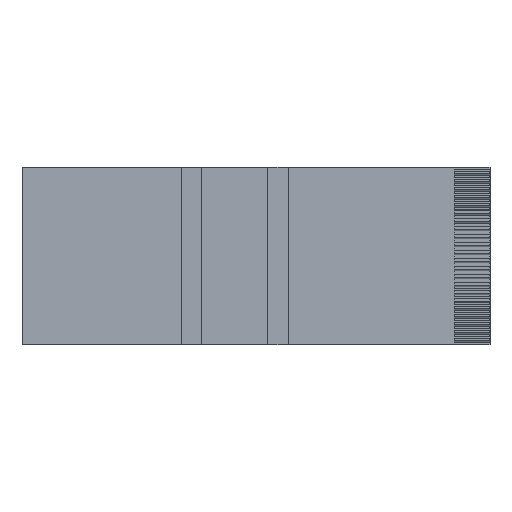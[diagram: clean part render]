
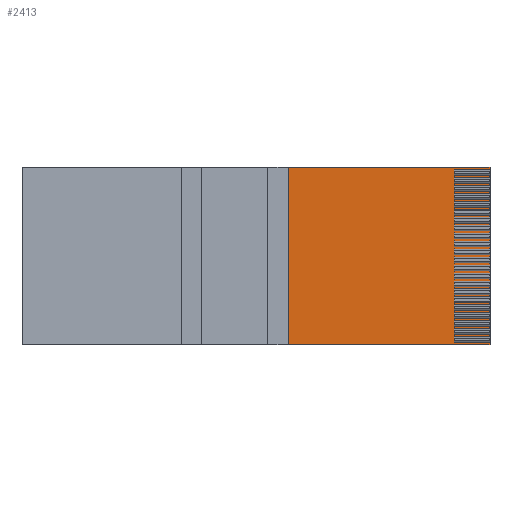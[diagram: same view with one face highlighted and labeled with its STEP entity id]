
A CAD part, front view. The second image highlights one B-rep face of the part: STEP entity #2413.
In plain terms, the highlighted planar face has unit normal (0, -1, 0).
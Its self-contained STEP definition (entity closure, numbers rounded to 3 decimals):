
#41=FACE_OUTER_BOUND('',#162,.T.);
#162=EDGE_LOOP('',(#1617,#1618,#1619,#1620));
#304=LINE('',#3346,#658);
#311=LINE('',#3359,#665);
#312=LINE('',#3361,#666);
#313=LINE('',#3362,#667);
#658=VECTOR('',#2725,10.);
#665=VECTOR('',#2738,10.);
#666=VECTOR('',#2739,10.);
#667=VECTOR('',#2740,10.);
#1007=VERTEX_POINT('',#3343);
#1008=VERTEX_POINT('',#3345);
#1011=VERTEX_POINT('',#3358);
#1012=VERTEX_POINT('',#3360);
#1248=EDGE_CURVE('',#1008,#1007,#304,.T.);
#1255=EDGE_CURVE('',#1007,#1011,#311,.T.);
#1256=EDGE_CURVE('',#1011,#1012,#312,.T.);
#1257=EDGE_CURVE('',#1012,#1008,#313,.T.);
#1617=ORIENTED_EDGE('',*,*,#1248,.T.);
#1618=ORIENTED_EDGE('',*,*,#1255,.T.);
#1619=ORIENTED_EDGE('',*,*,#1256,.T.);
#1620=ORIENTED_EDGE('',*,*,#1257,.T.);
#2292=PLANE('',#2561);
#2413=ADVANCED_FACE('',(#41),#2292,.F.);
#2561=AXIS2_PLACEMENT_3D('',#3357,#2736,#2737);
#2725=DIRECTION('',(0.,0.,-1.));
#2736=DIRECTION('center_axis',(0.,1.,0.));
#2737=DIRECTION('ref_axis',(1.,0.,0.));
#2738=DIRECTION('',(1.,0.,0.));
#2739=DIRECTION('',(0.,0.,1.));
#2740=DIRECTION('',(-1.,0.,0.));
#3343=CARTESIAN_POINT('',(28.667,0.,-55.));
#3345=CARTESIAN_POINT('',(28.667,0.,-20.));
#3346=CARTESIAN_POINT('',(28.667,0.,-46.25));
#3357=CARTESIAN_POINT('Origin',(23.317,0.,-37.5));
#3358=CARTESIAN_POINT('',(69.567,0.,-55.));
#3359=CARTESIAN_POINT('',(-22.933,0.,-55.));
#3360=CARTESIAN_POINT('',(69.567,0.,-20.));
#3361=CARTESIAN_POINT('',(69.567,0.,-55.));
#3362=CARTESIAN_POINT('',(69.567,0.,-20.));
